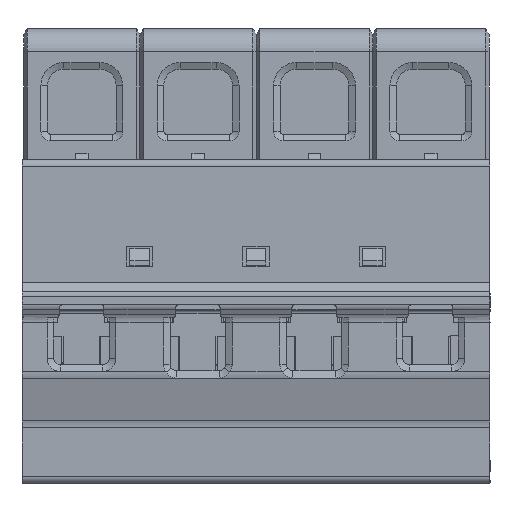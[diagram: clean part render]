
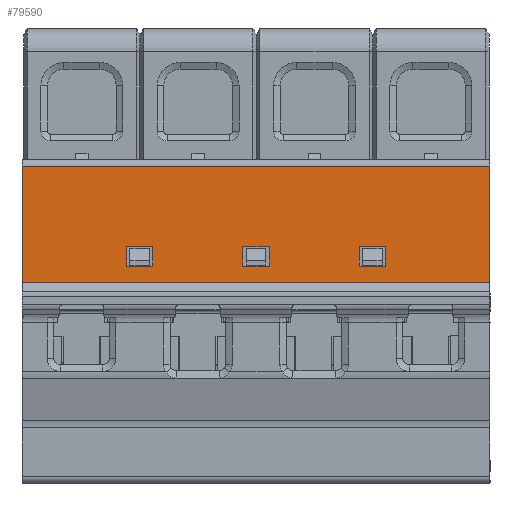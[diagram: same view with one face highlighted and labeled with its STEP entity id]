
A CAD part, left-side view. The second image highlights one B-rep face of the part: STEP entity #79590.
In plain terms, the highlighted planar face has unit normal (-1, 0, 0).
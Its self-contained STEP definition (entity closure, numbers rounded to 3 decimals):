
#135=DIRECTION('',(0.,0.,1.));
#136=VECTOR('',#135,17.8);
#137=CARTESIAN_POINT('',(-0.05,0.,25.2));
#138=LINE('',#137,#136);
#3997=DIRECTION('',(0.,0.,1.));
#3998=VECTOR('',#3997,17.8);
#3999=CARTESIAN_POINT('',(-0.05,71.6,25.2));
#4000=LINE('',#3999,#3998);
#4001=DIRECTION('',(0.,1.,0.));
#4002=VECTOR('',#4001,71.6);
#4003=CARTESIAN_POINT('',(-0.05,0.,25.2));
#4004=LINE('',#4003,#4002);
#4005=DIRECTION('',(0.,0.,1.));
#4006=VECTOR('',#4005,3.);
#4007=CARTESIAN_POINT('',(-0.05,33.8,27.7));
#4008=LINE('',#4007,#4006);
#4009=DIRECTION('',(0.,1.,0.));
#4010=VECTOR('',#4009,4.);
#4011=CARTESIAN_POINT('',(-0.05,33.8,30.7));
#4012=LINE('',#4011,#4010);
#4013=DIRECTION('',(0.,0.,-1.));
#4014=VECTOR('',#4013,3.);
#4015=CARTESIAN_POINT('',(-0.05,37.8,30.7));
#4016=LINE('',#4015,#4014);
#4017=DIRECTION('',(0.,-1.,0.));
#4018=VECTOR('',#4017,4.);
#4019=CARTESIAN_POINT('',(-0.05,37.8,27.7));
#4020=LINE('',#4019,#4018);
#4021=DIRECTION('',(0.,1.,0.));
#4022=VECTOR('',#4021,4.);
#4023=CARTESIAN_POINT('',(-0.05,16.,30.7));
#4024=LINE('',#4023,#4022);
#4025=DIRECTION('',(0.,0.,-1.));
#4026=VECTOR('',#4025,3.);
#4027=CARTESIAN_POINT('',(-0.05,20.,30.7));
#4028=LINE('',#4027,#4026);
#4029=DIRECTION('',(0.,0.,-1.));
#4030=VECTOR('',#4029,3.);
#4031=CARTESIAN_POINT('',(-0.05,55.6,30.7));
#4032=LINE('',#4031,#4030);
#4033=DIRECTION('',(0.,-1.,0.));
#4034=VECTOR('',#4033,4.);
#4035=CARTESIAN_POINT('',(-0.05,55.6,27.7));
#4036=LINE('',#4035,#4034);
#4037=DIRECTION('',(0.,1.,0.));
#4038=VECTOR('',#4037,71.6);
#4039=CARTESIAN_POINT('',(-0.05,0.,43.));
#4040=LINE('',#4039,#4038);
#18232=DIRECTION('',(0.,1.,0.));
#18233=VECTOR('',#18232,4.);
#18234=CARTESIAN_POINT('',(-0.05,16.,27.7));
#18235=LINE('',#18234,#18233);
#18240=DIRECTION('',(0.,0.,-1.));
#18241=VECTOR('',#18240,3.);
#18242=CARTESIAN_POINT('',(-0.05,16.,30.7));
#18243=LINE('',#18242,#18241);
#35475=DIRECTION('',(0.,-1.,0.));
#35476=VECTOR('',#35475,4.);
#35477=CARTESIAN_POINT('',(-0.05,55.6,30.7));
#35478=LINE('',#35477,#35476);
#35491=DIRECTION('',(0.,0.,-1.));
#35492=VECTOR('',#35491,3.);
#35493=CARTESIAN_POINT('',(-0.05,51.6,30.7));
#35494=LINE('',#35493,#35492);
#66961=CARTESIAN_POINT('',(-0.05,0.,25.2));
#66962=CARTESIAN_POINT('',(-0.05,0.,43.));
#66963=VERTEX_POINT('',#66961);
#66964=VERTEX_POINT('',#66962);
#67849=CARTESIAN_POINT('',(-0.05,71.6,43.));
#67850=VERTEX_POINT('',#67849);
#67851=CARTESIAN_POINT('',(-0.05,71.6,25.2));
#67852=VERTEX_POINT('',#67851);
#68983=CARTESIAN_POINT('',(-0.05,33.8,27.7));
#68984=CARTESIAN_POINT('',(-0.05,33.8,30.7));
#68985=VERTEX_POINT('',#68983);
#68986=VERTEX_POINT('',#68984);
#68987=CARTESIAN_POINT('',(-0.05,37.8,30.7));
#68988=VERTEX_POINT('',#68987);
#68989=CARTESIAN_POINT('',(-0.05,37.8,27.7));
#68990=VERTEX_POINT('',#68989);
#68991=CARTESIAN_POINT('',(-0.05,16.,30.7));
#68992=CARTESIAN_POINT('',(-0.05,16.,27.7));
#68993=VERTEX_POINT('',#68991);
#68994=VERTEX_POINT('',#68992);
#68995=CARTESIAN_POINT('',(-0.05,20.,30.7));
#68996=VERTEX_POINT('',#68995);
#68997=CARTESIAN_POINT('',(-0.05,20.,27.7));
#68998=VERTEX_POINT('',#68997);
#68999=CARTESIAN_POINT('',(-0.05,55.6,30.7));
#69000=CARTESIAN_POINT('',(-0.05,55.6,27.7));
#69001=VERTEX_POINT('',#68999);
#69002=VERTEX_POINT('',#69000);
#69003=CARTESIAN_POINT('',(-0.05,51.6,27.7));
#69004=VERTEX_POINT('',#69003);
#69005=CARTESIAN_POINT('',(-0.05,51.6,30.7));
#69006=VERTEX_POINT('',#69005);
#79548=CARTESIAN_POINT('',(-0.05,35.8,-5.5));
#79549=DIRECTION('',(-1.,0.,0.));
#79550=DIRECTION('',(0.,0.,1.));
#79551=AXIS2_PLACEMENT_3D('',#79548,#79549,#79550);
#79552=PLANE('',#79551);
#79553=ORIENTED_EDGE('',*,*,#77629,.T.);
#79555=ORIENTED_EDGE('',*,*,#79554,.F.);
#79556=ORIENTED_EDGE('',*,*,#76635,.F.);
#79557=ORIENTED_EDGE('',*,*,#79542,.T.);
#79558=EDGE_LOOP('',(#79553,#79555,#79556,#79557));
#79559=FACE_OUTER_BOUND('',#79558,.F.);
#79561=ORIENTED_EDGE('',*,*,#79560,.T.);
#79563=ORIENTED_EDGE('',*,*,#79562,.T.);
#79565=ORIENTED_EDGE('',*,*,#79564,.T.);
#79567=ORIENTED_EDGE('',*,*,#79566,.T.);
#79568=EDGE_LOOP('',(#79561,#79563,#79565,#79567));
#79569=FACE_BOUND('',#79568,.F.);
#79571=ORIENTED_EDGE('',*,*,#79570,.F.);
#79573=ORIENTED_EDGE('',*,*,#79572,.T.);
#79575=ORIENTED_EDGE('',*,*,#79574,.T.);
#79577=ORIENTED_EDGE('',*,*,#79576,.F.);
#79578=EDGE_LOOP('',(#79571,#79573,#79575,#79577));
#79579=FACE_BOUND('',#79578,.F.);
#79581=ORIENTED_EDGE('',*,*,#79580,.T.);
#79583=ORIENTED_EDGE('',*,*,#79582,.T.);
#79585=ORIENTED_EDGE('',*,*,#79584,.F.);
#79587=ORIENTED_EDGE('',*,*,#79586,.F.);
#79588=EDGE_LOOP('',(#79581,#79583,#79585,#79587));
#79589=FACE_BOUND('',#79588,.F.);
#79590=ADVANCED_FACE('',(#79559,#79569,#79579,#79589),#79552,.T.);
#76635=EDGE_CURVE('',#66963,#66964,#138,.T.);
#77629=EDGE_CURVE('',#67852,#67850,#4000,.T.);
#79542=EDGE_CURVE('',#66963,#67852,#4004,.T.);
#79554=EDGE_CURVE('',#66964,#67850,#4040,.T.);
#79560=EDGE_CURVE('',#68985,#68986,#4008,.T.);
#79562=EDGE_CURVE('',#68986,#68988,#4012,.T.);
#79564=EDGE_CURVE('',#68988,#68990,#4016,.T.);
#79566=EDGE_CURVE('',#68990,#68985,#4020,.T.);
#79570=EDGE_CURVE('',#68993,#68994,#18243,.T.);
#79572=EDGE_CURVE('',#68993,#68996,#4024,.T.);
#79574=EDGE_CURVE('',#68996,#68998,#4028,.T.);
#79576=EDGE_CURVE('',#68994,#68998,#18235,.T.);
#79580=EDGE_CURVE('',#69001,#69002,#4032,.T.);
#79582=EDGE_CURVE('',#69002,#69004,#4036,.T.);
#79584=EDGE_CURVE('',#69006,#69004,#35494,.T.);
#79586=EDGE_CURVE('',#69001,#69006,#35478,.T.);
